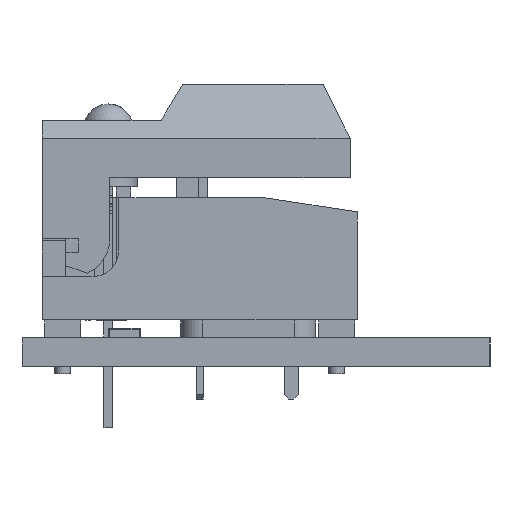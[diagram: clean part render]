
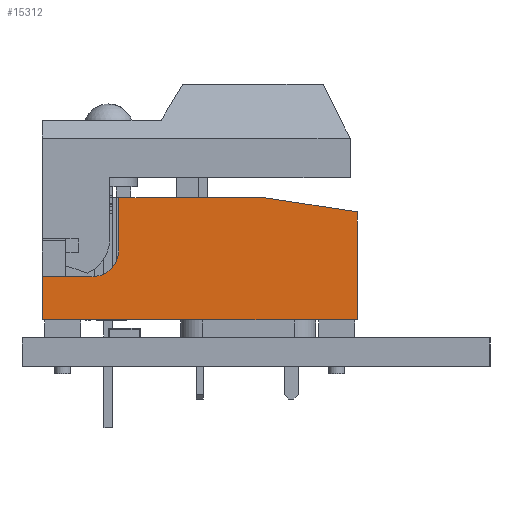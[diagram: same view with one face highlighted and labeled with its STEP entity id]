
A CAD part, left-side view. The second image highlights one B-rep face of the part: STEP entity #15312.
In plain terms, the highlighted face is planar.
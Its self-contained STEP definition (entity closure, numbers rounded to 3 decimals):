
#14584 = VERTEX_POINT('',#14585);
#14585 = CARTESIAN_POINT('',(-4.5,-6.2,6.8));
#14591 = EDGE_CURVE('',#14592,#14584,#14594,.T.);
#14592 = VERTEX_POINT('',#14593);
#14593 = CARTESIAN_POINT('',(3.55,-6.2,6.8));
#14594 = LINE('',#14595,#14596);
#14595 = CARTESIAN_POINT('',(3.55,-6.2,6.8));
#14596 = VECTOR('',#14597,1.);
#14597 = DIRECTION('',(-1.,0.,0.));
#15294 = EDGE_CURVE('',#15295,#14592,#15297,.T.);
#15295 = VERTEX_POINT('',#15296);
#15296 = CARTESIAN_POINT('',(8.75,-6.2,6.));
#15297 = LINE('',#15298,#15299);
#15298 = CARTESIAN_POINT('',(8.75,-6.2,6.));
#15299 = VECTOR('',#15300,1.);
#15300 = DIRECTION('',(-0.988,0.,0.152));
#15312 = ADVANCED_FACE('',(#15313),#15364,.T.);
#15313 = FACE_BOUND('',#15314,.T.);
#15314 = EDGE_LOOP('',(#15315,#15325,#15333,#15341,#15347,#15348,#15349,
    #15357));
#15315 = ORIENTED_EDGE('',*,*,#15316,.T.);
#15316 = EDGE_CURVE('',#15317,#15319,#15321,.T.);
#15317 = VERTEX_POINT('',#15318);
#15318 = CARTESIAN_POINT('',(-6.,-6.2,2.4));
#15319 = VERTEX_POINT('',#15320);
#15320 = CARTESIAN_POINT('',(-8.75,-6.2,2.4));
#15321 = LINE('',#15322,#15323);
#15322 = CARTESIAN_POINT('',(-6.,-6.2,2.4));
#15323 = VECTOR('',#15324,1.);
#15324 = DIRECTION('',(-1.,0.,0.));
#15325 = ORIENTED_EDGE('',*,*,#15326,.F.);
#15326 = EDGE_CURVE('',#15327,#15319,#15329,.T.);
#15327 = VERTEX_POINT('',#15328);
#15328 = CARTESIAN_POINT('',(-8.75,-6.2,0.));
#15329 = LINE('',#15330,#15331);
#15330 = CARTESIAN_POINT('',(-8.75,-6.2,0.));
#15331 = VECTOR('',#15332,1.);
#15332 = DIRECTION('',(0.,0.,1.));
#15333 = ORIENTED_EDGE('',*,*,#15334,.F.);
#15334 = EDGE_CURVE('',#15335,#15327,#15337,.T.);
#15335 = VERTEX_POINT('',#15336);
#15336 = CARTESIAN_POINT('',(8.75,-6.2,0.));
#15337 = LINE('',#15338,#15339);
#15338 = CARTESIAN_POINT('',(8.75,-6.2,0.));
#15339 = VECTOR('',#15340,1.);
#15340 = DIRECTION('',(-1.,0.,0.));
#15341 = ORIENTED_EDGE('',*,*,#15342,.T.);
#15342 = EDGE_CURVE('',#15335,#15295,#15343,.T.);
#15343 = LINE('',#15344,#15345);
#15344 = CARTESIAN_POINT('',(8.75,-6.2,0.));
#15345 = VECTOR('',#15346,1.);
#15346 = DIRECTION('',(0.,0.,1.));
#15347 = ORIENTED_EDGE('',*,*,#15294,.T.);
#15348 = ORIENTED_EDGE('',*,*,#14591,.T.);
#15349 = ORIENTED_EDGE('',*,*,#15350,.T.);
#15350 = EDGE_CURVE('',#14584,#15351,#15353,.T.);
#15351 = VERTEX_POINT('',#15352);
#15352 = CARTESIAN_POINT('',(-4.5,-6.2,3.9));
#15353 = LINE('',#15354,#15355);
#15354 = CARTESIAN_POINT('',(-4.5,-6.2,6.8));
#15355 = VECTOR('',#15356,1.);
#15356 = DIRECTION('',(0.,0.,-1.));
#15357 = ORIENTED_EDGE('',*,*,#15358,.T.);
#15358 = EDGE_CURVE('',#15351,#15317,#15359,.T.);
#15359 = CIRCLE('',#15360,1.5);
#15360 = AXIS2_PLACEMENT_3D('',#15361,#15362,#15363);
#15361 = CARTESIAN_POINT('',(-6.,-6.2,3.9));
#15362 = DIRECTION('',(0.,1.,0.));
#15363 = DIRECTION('',(0.,0.,-1.));
#15364 = PLANE('',#15365);
#15365 = AXIS2_PLACEMENT_3D('',#15366,#15367,#15368);
#15366 = CARTESIAN_POINT('',(-9.625,-6.2,7.14));
#15367 = DIRECTION('',(0.,-1.,0.));
#15368 = DIRECTION('',(0.,0.,-1.));
